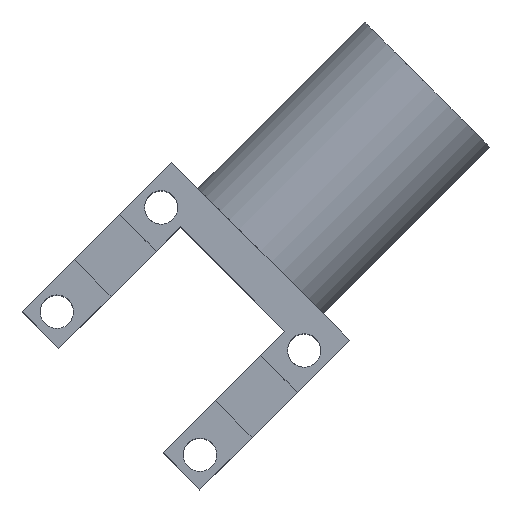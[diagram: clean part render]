
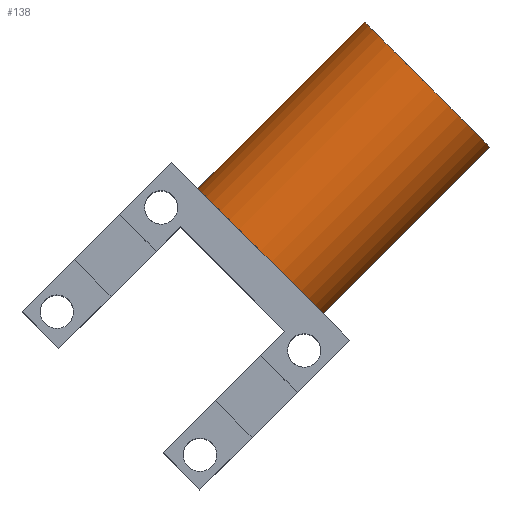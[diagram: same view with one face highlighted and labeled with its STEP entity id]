
A CAD part, top view. The second image highlights one B-rep face of the part: STEP entity #138.
In plain terms, the highlighted cylindrical face has radius 9 mm (diameter 18 mm), a partial arc.
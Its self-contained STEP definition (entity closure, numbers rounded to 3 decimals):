
#26 = CIRCLE ( 'NONE', #1100, 9. ) ;
#138 = ADVANCED_FACE ( 'NONE', ( #1443 ), #1916, .T. ) ;
#203 = CARTESIAN_POINT ( 'NONE',  ( 72.888, 60.16, 15. ) ) ;
#215 = CARTESIAN_POINT ( 'NONE',  ( 72.888, 60.16, 15. ) ) ;
#218 = DIRECTION ( 'NONE',  ( 0.707, -0.707, 0. ) ) ;
#341 = ORIENTED_EDGE ( 'NONE', *, *, #1031, .F. ) ;
#350 = LINE ( 'NONE', #959, #1923 ) ;
#488 = CARTESIAN_POINT ( 'NONE',  ( 55.917, 43.189, 15. ) ) ;
#562 = CARTESIAN_POINT ( 'NONE',  ( 66.524, 66.524, 15. ) ) ;
#753 = CIRCLE ( 'NONE', #1654, 9. ) ;
#763 = CARTESIAN_POINT ( 'NONE',  ( 43.189, 55.917, 15. ) ) ;
#821 = VERTEX_POINT ( 'NONE', #488 ) ;
#822 = DIRECTION ( 'NONE',  ( -0.707, -0.707, 0. ) ) ;
#864 = EDGE_CURVE ( 'NONE', #1420, #821, #26, .T. ) ;
#932 = DIRECTION ( 'NONE',  ( -0.707, 0.707, 0. ) ) ;
#959 = CARTESIAN_POINT ( 'NONE',  ( 60.16, 72.888, 15. ) ) ;
#1000 = CARTESIAN_POINT ( 'NONE',  ( 60.16, 72.888, 15. ) ) ;
#1031 = EDGE_CURVE ( 'NONE', #1039, #1610, #753, .T. ) ;
#1039 = VERTEX_POINT ( 'NONE', #1000 ) ;
#1094 = ORIENTED_EDGE ( 'NONE', *, *, #864, .T. ) ;
#1100 = AXIS2_PLACEMENT_3D ( 'NONE', #1877, #1288, #932 ) ;
#1288 = DIRECTION ( 'NONE',  ( 0.707, 0.707, 0. ) ) ;
#1402 = ORIENTED_EDGE ( 'NONE', *, *, #1638, .F. ) ;
#1420 = VERTEX_POINT ( 'NONE', #763 ) ;
#1443 = FACE_OUTER_BOUND ( 'NONE', #1461, .T. ) ;
#1461 = EDGE_LOOP ( 'NONE', ( #341, #1890, #1094, #1402 ) ) ;
#1485 = DIRECTION ( 'NONE',  ( 0.707, 0.707, 0. ) ) ;
#1533 = VECTOR ( 'NONE', #822, 1000. ) ;
#1593 = LINE ( 'NONE', #215, #1533 ) ;
#1605 = EDGE_CURVE ( 'NONE', #1039, #1420, #350, .T. ) ;
#1610 = VERTEX_POINT ( 'NONE', #203 ) ;
#1638 = EDGE_CURVE ( 'NONE', #1610, #821, #1593, .T. ) ;
#1654 = AXIS2_PLACEMENT_3D ( 'NONE', #1958, #1485, #1772 ) ;
#1753 = DIRECTION ( 'NONE',  ( -0.707, -0.707, 0. ) ) ;
#1772 = DIRECTION ( 'NONE',  ( -0.707, 0.707, 0. ) ) ;
#1877 = CARTESIAN_POINT ( 'NONE',  ( 49.553, 49.553, 15. ) ) ;
#1879 = AXIS2_PLACEMENT_3D ( 'NONE', #562, #1753, #218 ) ;
#1890 = ORIENTED_EDGE ( 'NONE', *, *, #1605, .T. ) ;
#1891 = DIRECTION ( 'NONE',  ( -0.707, -0.707, 0. ) ) ;
#1916 = CYLINDRICAL_SURFACE ( 'NONE', #1879, 9. ) ;
#1923 = VECTOR ( 'NONE', #1891, 1000. ) ;
#1958 = CARTESIAN_POINT ( 'NONE',  ( 66.524, 66.524, 15. ) ) ;
